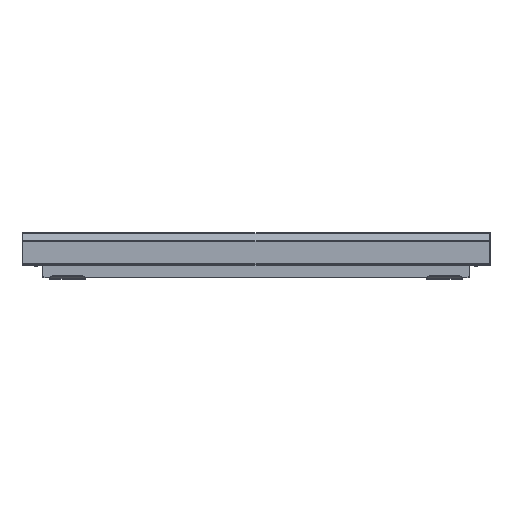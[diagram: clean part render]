
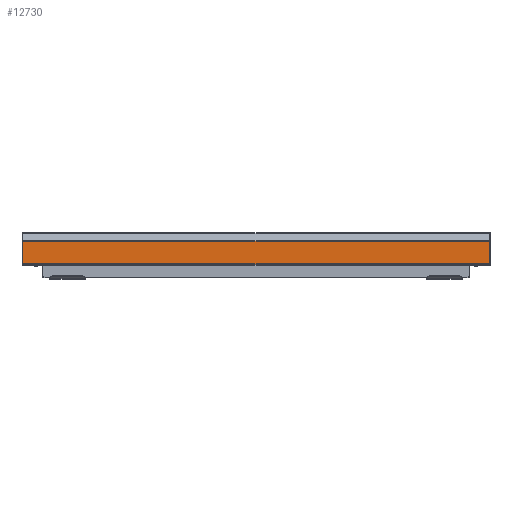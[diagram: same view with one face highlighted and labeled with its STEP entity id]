
A CAD part, top view. The second image highlights one B-rep face of the part: STEP entity #12730.
In plain terms, the highlighted planar face has unit normal (0, 0, 1).
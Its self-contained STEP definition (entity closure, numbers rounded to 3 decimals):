
#309 = EDGE_CURVE ( 'NONE', #12905, #6573, #5473, .T. ) ;
#1053 = CARTESIAN_POINT ( 'NONE',  ( -527.5, -19.054, 343. ) ) ;
#1193 = VECTOR ( 'NONE', #2971, 1000. ) ;
#1393 = EDGE_CURVE ( 'NONE', #6978, #13250, #2303, .T. ) ;
#1935 = CARTESIAN_POINT ( 'NONE',  ( -527.5, -19.054, 343. ) ) ;
#2053 = EDGE_CURVE ( 'NONE', #13250, #6573, #10741, .T. ) ;
#2303 = LINE ( 'NONE', #1053, #1193 ) ;
#2778 = CARTESIAN_POINT ( 'NONE',  ( -527.5, -69.906, 343. ) ) ;
#2971 = DIRECTION ( 'NONE',  ( 1., 0., 0. ) ) ;
#3553 = CARTESIAN_POINT ( 'NONE',  ( 527.5, -19.054, 343. ) ) ;
#3569 = CARTESIAN_POINT ( 'NONE',  ( -527.5, -19.054, 343. ) ) ;
#3675 = ORIENTED_EDGE ( 'NONE', *, *, #1393, .F. ) ;
#3868 = AXIS2_PLACEMENT_3D ( 'NONE', #4613, #9432, #7060 ) ;
#4295 = CARTESIAN_POINT ( 'NONE',  ( -527.5, -69.906, 343. ) ) ;
#4546 = DIRECTION ( 'NONE',  ( 0., -1., 0. ) ) ;
#4613 = CARTESIAN_POINT ( 'NONE',  ( -527.5, -19.054, 343. ) ) ;
#4764 = VECTOR ( 'NONE', #11933, 1000. ) ;
#5473 = LINE ( 'NONE', #4295, #10748 ) ;
#6274 = ORIENTED_EDGE ( 'NONE', *, *, #15472, .T. ) ;
#6573 = VERTEX_POINT ( 'NONE', #9751 ) ;
#6978 = VERTEX_POINT ( 'NONE', #3569 ) ;
#6981 = PLANE ( 'NONE',  #3868 ) ;
#7060 = DIRECTION ( 'NONE',  ( 0., -1., 0. ) ) ;
#7826 = EDGE_LOOP ( 'NONE', ( #9455, #14820, #3675, #6274 ) ) ;
#7983 = VECTOR ( 'NONE', #4546, 1000. ) ;
#9105 = DIRECTION ( 'NONE',  ( 1., 0., 0. ) ) ;
#9202 = LINE ( 'NONE', #1935, #7983 ) ;
#9432 = DIRECTION ( 'NONE',  ( 0., 0., 1. ) ) ;
#9455 = ORIENTED_EDGE ( 'NONE', *, *, #309, .T. ) ;
#9751 = CARTESIAN_POINT ( 'NONE',  ( 527.5, -69.906, 343. ) ) ;
#9806 = CARTESIAN_POINT ( 'NONE',  ( 527.5, -19.054, 343. ) ) ;
#10741 = LINE ( 'NONE', #3553, #4764 ) ;
#10748 = VECTOR ( 'NONE', #9105, 1000. ) ;
#11933 = DIRECTION ( 'NONE',  ( 0., -1., 0. ) ) ;
#12730 = ADVANCED_FACE ( 'NONE', ( #14004 ), #6981, .T. ) ;
#12905 = VERTEX_POINT ( 'NONE', #2778 ) ;
#13250 = VERTEX_POINT ( 'NONE', #9806 ) ;
#14004 = FACE_OUTER_BOUND ( 'NONE', #7826, .T. ) ;
#14820 = ORIENTED_EDGE ( 'NONE', *, *, #2053, .F. ) ;
#15472 = EDGE_CURVE ( 'NONE', #6978, #12905, #9202, .T. ) ;
